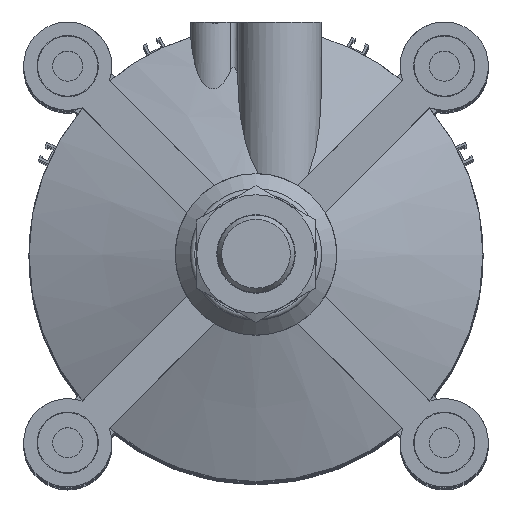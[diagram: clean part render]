
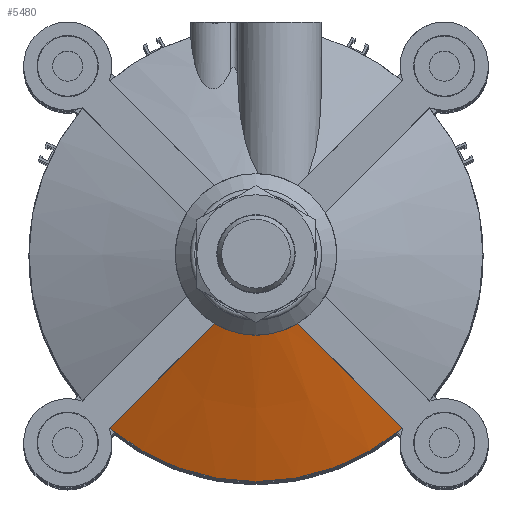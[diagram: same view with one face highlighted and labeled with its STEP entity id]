
A CAD part, top view. The second image highlights one B-rep face of the part: STEP entity #5480.
In plain terms, the highlighted conical face has half-angle 70 degrees and reference radius 71.5 mm.
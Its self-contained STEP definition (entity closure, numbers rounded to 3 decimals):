
#46=CONICAL_SURFACE('',#6094,71.5,1.222);
#91=(
BOUNDED_CURVE()
B_SPLINE_CURVE(2,(#9094,#9095,#9096),.UNSPECIFIED.,.F.,.F.)
B_SPLINE_CURVE_WITH_KNOTS((3,3),(0.,7.304),
 .UNSPECIFIED.)
CURVE()
GEOMETRIC_REPRESENTATION_ITEM()
RATIONAL_B_SPLINE_CURVE((1.,1.14,1.))
REPRESENTATION_ITEM('')
);
#92=(
BOUNDED_CURVE()
B_SPLINE_CURVE(2,(#9097,#9098,#9099),.UNSPECIFIED.,.F.,.F.)
B_SPLINE_CURVE_WITH_KNOTS((3,3),(0.,7.303),.UNSPECIFIED.)
CURVE()
GEOMETRIC_REPRESENTATION_ITEM()
RATIONAL_B_SPLINE_CURVE((1.,1.14,1.))
REPRESENTATION_ITEM('')
);
#697=FACE_OUTER_BOUND('',#1036,.T.);
#1036=EDGE_LOOP('',(#4445,#4446,#4447,#4448));
#2138=CIRCLE('',#6080,37.5);
#2151=CIRCLE('',#6095,105.5);
#2601=VERTEX_POINT('',#9055);
#2602=VERTEX_POINT('',#9057);
#2617=VERTEX_POINT('',#9091);
#2618=VERTEX_POINT('',#9092);
#3259=EDGE_CURVE('',#2601,#2602,#2138,.T.);
#3276=EDGE_CURVE('',#2617,#2618,#2151,.T.);
#3277=EDGE_CURVE('',#2618,#2602,#91,.T.);
#3278=EDGE_CURVE('',#2601,#2617,#92,.T.);
#4445=ORIENTED_EDGE('',*,*,#3276,.T.);
#4446=ORIENTED_EDGE('',*,*,#3277,.T.);
#4447=ORIENTED_EDGE('',*,*,#3259,.F.);
#4448=ORIENTED_EDGE('',*,*,#3278,.T.);
#5480=ADVANCED_FACE('',(#697),#46,.T.);
#6080=AXIS2_PLACEMENT_3D('',#9058,#7276,#7277);
#6094=AXIS2_PLACEMENT_3D('',#9090,#7308,#7309);
#6095=AXIS2_PLACEMENT_3D('',#9093,#7310,#7311);
#7276=DIRECTION('center_axis',(0.,1.,0.));
#7277=DIRECTION('ref_axis',(-1.,0.,0.));
#7308=DIRECTION('center_axis',(0.,-1.,0.));
#7309=DIRECTION('ref_axis',(-1.,0.,0.));
#7310=DIRECTION('center_axis',(0.,1.,0.));
#7311=DIRECTION('ref_axis',(-1.,0.,0.));
#9055=CARTESIAN_POINT('',(-32.105,40.75,-19.378));
#9057=CARTESIAN_POINT('',(-32.105,40.75,19.378));
#9058=CARTESIAN_POINT('Origin',(0.,40.75,0.));
#9090=CARTESIAN_POINT('Origin',(0.,28.375,0.));
#9091=CARTESIAN_POINT('',(-80.692,16.,-67.964));
#9092=CARTESIAN_POINT('',(-80.692,16.,67.964));
#9093=CARTESIAN_POINT('Origin',(0.,16.,0.));
#9094=CARTESIAN_POINT('Ctrl Pts',(-80.692,16.,67.964));
#9095=CARTESIAN_POINT('Ctrl Pts',(-44.847,34.383,32.119));
#9096=CARTESIAN_POINT('Ctrl Pts',(-32.105,40.75,19.378));
#9097=CARTESIAN_POINT('Ctrl Pts',(-32.105,40.75,-19.378));
#9098=CARTESIAN_POINT('Ctrl Pts',(-44.847,34.383,-32.119));
#9099=CARTESIAN_POINT('Ctrl Pts',(-80.692,16.,-67.964));
